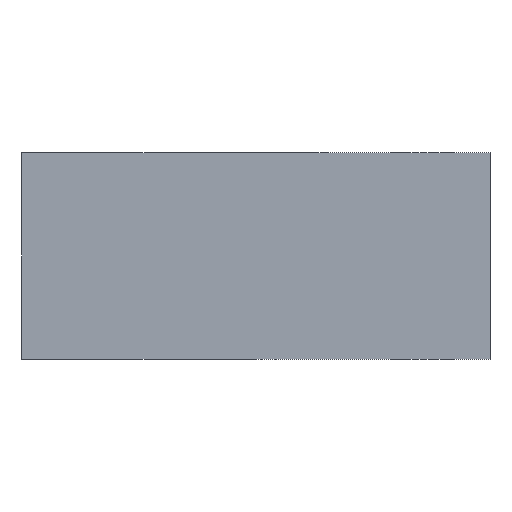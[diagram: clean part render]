
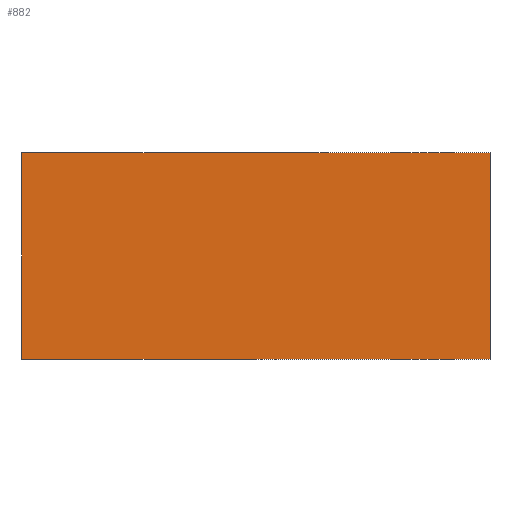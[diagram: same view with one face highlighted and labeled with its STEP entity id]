
A CAD part, front view. The second image highlights one B-rep face of the part: STEP entity #882.
In plain terms, the highlighted planar face has unit normal (0, -1, 0).
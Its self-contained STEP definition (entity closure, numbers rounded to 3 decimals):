
#113 = EDGE_LOOP ( 'NONE', ( #179, #143, #150, #149 ) ) ;
#143 = ORIENTED_EDGE ( 'NONE', *, *, #1995, .F. ) ;
#149 = ORIENTED_EDGE ( 'NONE', *, *, #1989, .T. ) ;
#150 = ORIENTED_EDGE ( 'NONE', *, *, #1999, .F. ) ;
#179 = ORIENTED_EDGE ( 'NONE', *, *, #1993, .T. ) ;
#431 = AXIS2_PLACEMENT_3D ( 'NONE', #1361, #1362, #1363 ) ;
#614 = VECTOR ( 'NONE', #4143, 1000. ) ;
#627 = VECTOR ( 'NONE', #4130, 1000. ) ;
#686 = VECTOR ( 'NONE', #4177, 1000. ) ;
#766 = VECTOR ( 'NONE', #4148, 1000. ) ;
#882 = ADVANCED_FACE ( 'NONE', ( #1354 ), #1360, .F. ) ;
#1354 = FACE_OUTER_BOUND ( 'NONE', #113, .T. ) ;
#1360 = PLANE ( 'NONE',  #431 ) ;
#1361 = CARTESIAN_POINT ( 'NONE',  ( -17., -10., 7.5 ) ) ;
#1362 = DIRECTION ( 'NONE',  ( 0., 1., 0. ) ) ;
#1363 = DIRECTION ( 'NONE',  ( 0., 0., 1. ) ) ;
#1628 = VERTEX_POINT ( 'NONE', #4760 ) ;
#1989 = EDGE_CURVE ( 'NONE', #4402, #4404, #4127, .T. ) ;
#1993 = EDGE_CURVE ( 'NONE', #4404, #1628, #4141, .T. ) ;
#1995 = EDGE_CURVE ( 'NONE', #4430, #1628, #4128, .T. ) ;
#1999 = EDGE_CURVE ( 'NONE', #4402, #4430, #4159, .T. ) ;
#2575 = CARTESIAN_POINT ( 'NONE',  ( -17., -10., 7.5 ) ) ;
#2577 = CARTESIAN_POINT ( 'NONE',  ( -17., -10., -7.5 ) ) ;
#2603 = CARTESIAN_POINT ( 'NONE',  ( 17., -10., 7.5 ) ) ;
#4127 = LINE ( 'NONE', #4129, #627 ) ;
#4128 = LINE ( 'NONE', #4135, #766 ) ;
#4129 = CARTESIAN_POINT ( 'NONE',  ( -17., -10., 7.5 ) ) ;
#4130 = DIRECTION ( 'NONE',  ( 0., 0., -1. ) ) ;
#4135 = CARTESIAN_POINT ( 'NONE',  ( 17., -10., 7.5 ) ) ;
#4141 = LINE ( 'NONE', #4142, #614 ) ;
#4142 = CARTESIAN_POINT ( 'NONE',  ( -17., -10., -7.5 ) ) ;
#4143 = DIRECTION ( 'NONE',  ( 1., 0., 0. ) ) ;
#4148 = DIRECTION ( 'NONE',  ( 0., 0., -1. ) ) ;
#4157 = CARTESIAN_POINT ( 'NONE',  ( -17., -10., 7.5 ) ) ;
#4159 = LINE ( 'NONE', #4157, #686 ) ;
#4177 = DIRECTION ( 'NONE',  ( 1., 0., 0. ) ) ;
#4402 = VERTEX_POINT ( 'NONE', #2575 ) ;
#4404 = VERTEX_POINT ( 'NONE', #2577 ) ;
#4430 = VERTEX_POINT ( 'NONE', #2603 ) ;
#4760 = CARTESIAN_POINT ( 'NONE',  ( 17., -10., -7.5 ) ) ;
